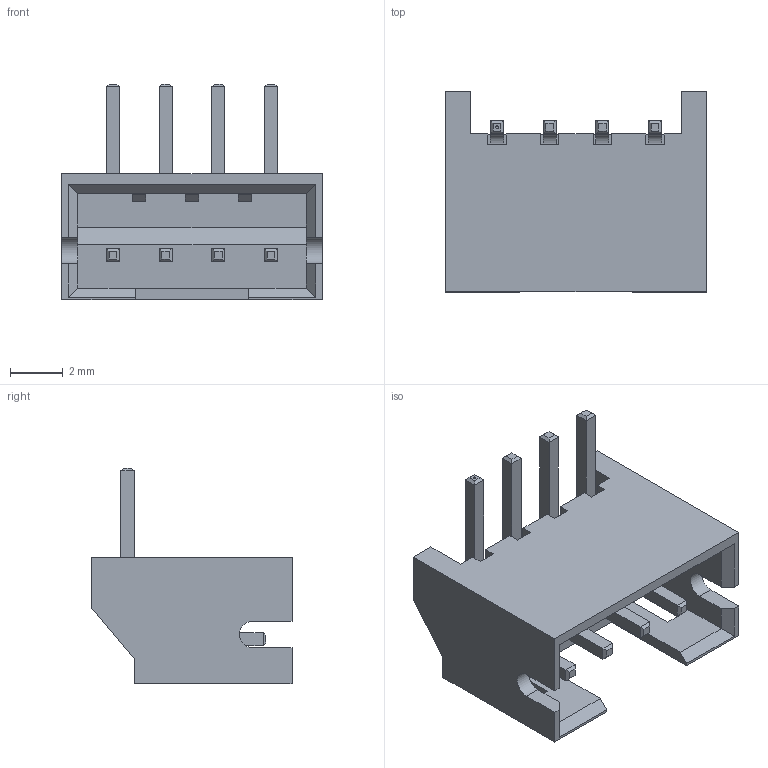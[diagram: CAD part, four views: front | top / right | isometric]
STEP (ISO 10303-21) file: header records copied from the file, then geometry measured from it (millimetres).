
FILE_DESCRIPTION (( 'STEP AP214' ), '1' );
FILE_NAME ('JST-S4B-PH-K-S.STEP', '2020-12-29T22:12:40', ( '' ), ( '' ), 'SwSTEP 2.0', 'SolidWorks 2020', '' );
FILE_SCHEMA (( 'AUTOMOTIVE_DESIGN' ));
Length unit declared in the file: millimetre
Products named in the file (1): JST-S4B-PH-K-S
Bounding box: 9.9 x 7.6 x 8.2 mm (x, y, z)
Volume: 145.6 mm3; surface area: 463.4 mm2
Topology: 1 solids, 1 shells, 167 faces, 424 edges, 264 vertices
Faces by surface type: plane 147, bspline 16, cylinder 4
Entity records: 7232 total; most frequent: CARTESIAN_POINT 1416, ORIENTED_EDGE 848, DIRECTION 752, EDGE_CURVE 424, VECTOR 400, LINE 400, VERTEX_POINT 264, EDGE_LOOP 176
